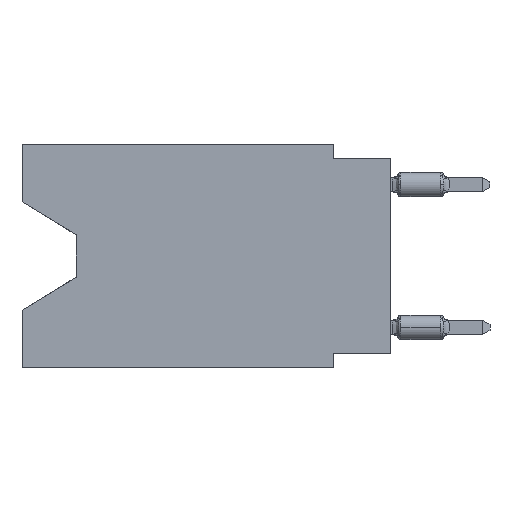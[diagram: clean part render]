
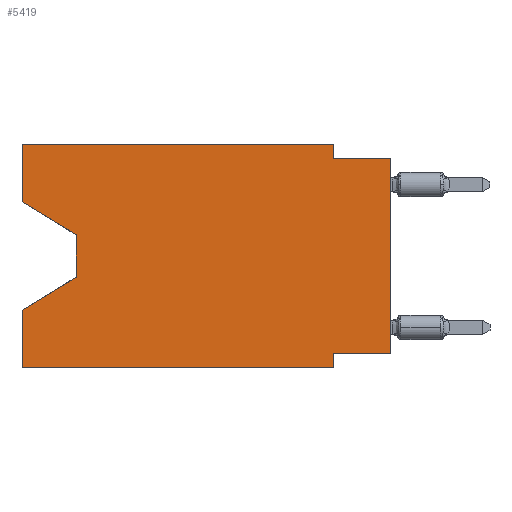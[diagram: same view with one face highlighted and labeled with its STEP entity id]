
A CAD part, left-side view. The second image highlights one B-rep face of the part: STEP entity #5419.
In plain terms, the highlighted planar face has unit normal (-1, 0, 0).
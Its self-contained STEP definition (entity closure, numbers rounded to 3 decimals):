
#243 = ORIENTED_EDGE ( 'NONE', *, *, #6704, .F. ) ;
#251 = VECTOR ( 'NONE', #15094, 1000. ) ;
#672 = CARTESIAN_POINT ( 'NONE',  ( 0., 13.97, -4.013 ) ) ;
#957 = ORIENTED_EDGE ( 'NONE', *, *, #9517, .F. ) ;
#985 = VECTOR ( 'NONE', #2952, 1000. ) ;
#1191 = VECTOR ( 'NONE', #18251, 1000. ) ;
#1212 = CARTESIAN_POINT ( 'NONE',  ( 0., 16.383, 0. ) ) ;
#1287 = CARTESIAN_POINT ( 'NONE',  ( 0., 0., -0.635 ) ) ;
#1322 = CARTESIAN_POINT ( 'NONE',  ( 0., 0., -0.635 ) ) ;
#1383 = LINE ( 'NONE', #18746, #9728 ) ;
#1452 = DIRECTION ( 'NONE',  ( 1., 0., 0. ) ) ;
#1599 = DIRECTION ( 'NONE',  ( 0., -1., 0. ) ) ;
#2086 = ORIENTED_EDGE ( 'NONE', *, *, #16077, .T. ) ;
#2397 = EDGE_CURVE ( 'NONE', #13286, #4651, #14224, .T. ) ;
#2437 = CARTESIAN_POINT ( 'NONE',  ( 0., 0., -9.271 ) ) ;
#2817 = CARTESIAN_POINT ( 'NONE',  ( 0., 2.54, -9.271 ) ) ;
#2930 = EDGE_CURVE ( 'NONE', #10446, #3878, #8284, .T. ) ;
#2952 = DIRECTION ( 'NONE',  ( 0., 0., -1. ) ) ;
#3163 = VECTOR ( 'NONE', #12658, 1000. ) ;
#3311 = CARTESIAN_POINT ( 'NONE',  ( 0., 16.383, 0. ) ) ;
#3420 = LINE ( 'NONE', #16610, #251 ) ;
#3568 = DIRECTION ( 'NONE',  ( 0., 1., 0. ) ) ;
#3878 = VERTEX_POINT ( 'NONE', #6766 ) ;
#4194 = CARTESIAN_POINT ( 'NONE',  ( 0., 2.54, -9.906 ) ) ;
#4511 = PLANE ( 'NONE',  #14906 ) ;
#4651 = VERTEX_POINT ( 'NONE', #12067 ) ;
#4867 = EDGE_LOOP ( 'NONE', ( #2086, #16437, #7000, #17463, #17129, #957, #14006, #8292, #8340, #14347, #7893, #243 ) ) ;
#4948 = CARTESIAN_POINT ( 'NONE',  ( 0., 16.383, -9.906 ) ) ;
#4975 = DIRECTION ( 'NONE',  ( 0., -0.855, -0.519 ) ) ;
#5022 = VERTEX_POINT ( 'NONE', #8813 ) ;
#5419 = ADVANCED_FACE ( 'NONE', ( #7263 ), #4511, .F. ) ;
#6033 = CARTESIAN_POINT ( 'NONE',  ( 0., 2.54, -0.635 ) ) ;
#6044 = VECTOR ( 'NONE', #11621, 1000. ) ;
#6470 = VECTOR ( 'NONE', #4975, 1000. ) ;
#6691 = CARTESIAN_POINT ( 'NONE',  ( 0., 13.97, -5.893 ) ) ;
#6704 = EDGE_CURVE ( 'NONE', #17050, #10446, #3420, .T. ) ;
#6766 = CARTESIAN_POINT ( 'NONE',  ( 0., 2.54, 0. ) ) ;
#7000 = ORIENTED_EDGE ( 'NONE', *, *, #7782, .T. ) ;
#7150 = DIRECTION ( 'NONE',  ( 0., 0., -1. ) ) ;
#7166 = CARTESIAN_POINT ( 'NONE',  ( 0., 2.54, -9.906 ) ) ;
#7263 = FACE_OUTER_BOUND ( 'NONE', #4867, .T. ) ;
#7335 = VERTEX_POINT ( 'NONE', #2437 ) ;
#7417 = EDGE_CURVE ( 'NONE', #3878, #8799, #14560, .T. ) ;
#7782 = EDGE_CURVE ( 'NONE', #5022, #4651, #12486, .T. ) ;
#7893 = ORIENTED_EDGE ( 'NONE', *, *, #2930, .F. ) ;
#8284 = LINE ( 'NONE', #8668, #8440 ) ;
#8292 = ORIENTED_EDGE ( 'NONE', *, *, #13856, .T. ) ;
#8340 = ORIENTED_EDGE ( 'NONE', *, *, #16354, .F. ) ;
#8429 = VECTOR ( 'NONE', #11378, 1000. ) ;
#8440 = VECTOR ( 'NONE', #14438, 1000. ) ;
#8668 = CARTESIAN_POINT ( 'NONE',  ( 0., 16.383, 0. ) ) ;
#8799 = VERTEX_POINT ( 'NONE', #6033 ) ;
#8808 = EDGE_CURVE ( 'NONE', #7335, #9953, #1383, .T. ) ;
#8813 = CARTESIAN_POINT ( 'NONE',  ( 0., 13.97, -5.893 ) ) ;
#9266 = VECTOR ( 'NONE', #7150, 1000. ) ;
#9517 = EDGE_CURVE ( 'NONE', #9953, #10796, #17272, .T. ) ;
#9728 = VECTOR ( 'NONE', #3568, 1000. ) ;
#9953 = VERTEX_POINT ( 'NONE', #2817 ) ;
#10085 = CARTESIAN_POINT ( 'NONE',  ( 0., 13.97, -4.013 ) ) ;
#10446 = VERTEX_POINT ( 'NONE', #3311 ) ;
#10489 = DIRECTION ( 'NONE',  ( 0., 0., -1. ) ) ;
#10796 = VERTEX_POINT ( 'NONE', #7166 ) ;
#10969 = CARTESIAN_POINT ( 'NONE',  ( 0., 16.383, -2.546 ) ) ;
#11311 = VECTOR ( 'NONE', #1599, 1000. ) ;
#11378 = DIRECTION ( 'NONE',  ( 0., 0., 1. ) ) ;
#11621 = DIRECTION ( 'NONE',  ( 0., 0., -1. ) ) ;
#11840 = VERTEX_POINT ( 'NONE', #1287 ) ;
#12064 = LINE ( 'NONE', #4948, #18090 ) ;
#12067 = CARTESIAN_POINT ( 'NONE',  ( 0., 16.383, -7.36 ) ) ;
#12486 = LINE ( 'NONE', #6691, #1191 ) ;
#12658 = DIRECTION ( 'NONE',  ( 0., 0., 1. ) ) ;
#12832 = EDGE_CURVE ( 'NONE', #13286, #10796, #12064, .T. ) ;
#13143 = CARTESIAN_POINT ( 'NONE',  ( 0., 16.383, 0. ) ) ;
#13286 = VERTEX_POINT ( 'NONE', #18357 ) ;
#13856 = EDGE_CURVE ( 'NONE', #7335, #11840, #14255, .T. ) ;
#13859 = EDGE_CURVE ( 'NONE', #16088, #5022, #14078, .T. ) ;
#14006 = ORIENTED_EDGE ( 'NONE', *, *, #8808, .F. ) ;
#14078 = LINE ( 'NONE', #10085, #9266 ) ;
#14224 = LINE ( 'NONE', #1212, #8429 ) ;
#14255 = LINE ( 'NONE', #15571, #3163 ) ;
#14326 = LINE ( 'NONE', #1322, #11311 ) ;
#14347 = ORIENTED_EDGE ( 'NONE', *, *, #7417, .F. ) ;
#14438 = DIRECTION ( 'NONE',  ( 0., -1., 0. ) ) ;
#14560 = LINE ( 'NONE', #18742, #6044 ) ;
#14906 = AXIS2_PLACEMENT_3D ( 'NONE', #13143, #1452, #10489 ) ;
#15021 = CARTESIAN_POINT ( 'NONE',  ( 0., 16.383, -2.546 ) ) ;
#15094 = DIRECTION ( 'NONE',  ( 0., 0., 1. ) ) ;
#15571 = CARTESIAN_POINT ( 'NONE',  ( 0., 0., 0. ) ) ;
#16077 = EDGE_CURVE ( 'NONE', #17050, #16088, #16443, .T. ) ;
#16088 = VERTEX_POINT ( 'NONE', #672 ) ;
#16221 = DIRECTION ( 'NONE',  ( 0., -1., 0. ) ) ;
#16354 = EDGE_CURVE ( 'NONE', #8799, #11840, #14326, .T. ) ;
#16437 = ORIENTED_EDGE ( 'NONE', *, *, #13859, .T. ) ;
#16443 = LINE ( 'NONE', #15021, #6470 ) ;
#16610 = CARTESIAN_POINT ( 'NONE',  ( 0., 16.383, 0. ) ) ;
#17050 = VERTEX_POINT ( 'NONE', #10969 ) ;
#17129 = ORIENTED_EDGE ( 'NONE', *, *, #12832, .T. ) ;
#17272 = LINE ( 'NONE', #4194, #985 ) ;
#17463 = ORIENTED_EDGE ( 'NONE', *, *, #2397, .F. ) ;
#18090 = VECTOR ( 'NONE', #16221, 1000. ) ;
#18251 = DIRECTION ( 'NONE',  ( 0., 0.855, -0.519 ) ) ;
#18357 = CARTESIAN_POINT ( 'NONE',  ( 0., 16.383, -9.906 ) ) ;
#18742 = CARTESIAN_POINT ( 'NONE',  ( 0., 2.54, 0. ) ) ;
#18746 = CARTESIAN_POINT ( 'NONE',  ( 0., 0., -9.271 ) ) ;
